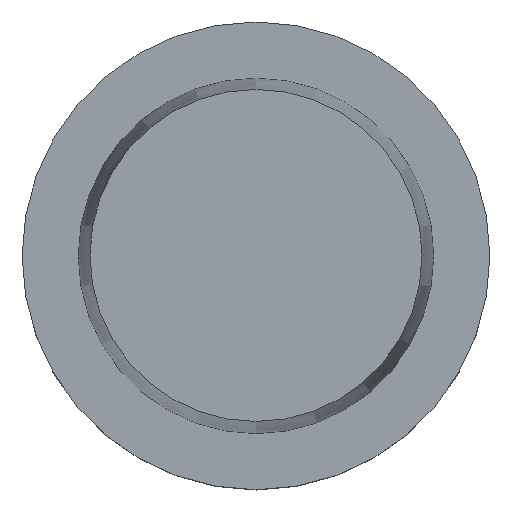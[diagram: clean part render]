
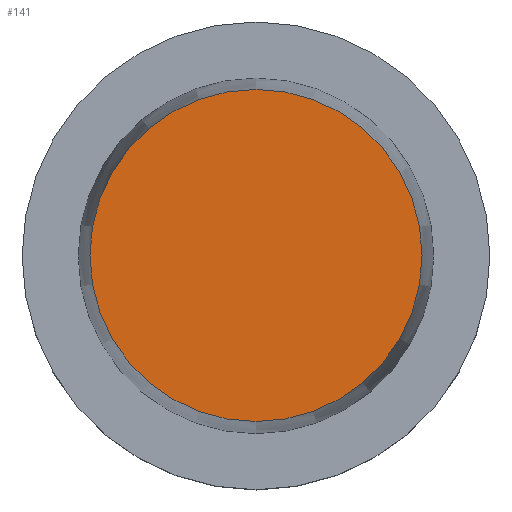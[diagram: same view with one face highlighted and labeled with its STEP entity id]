
A CAD part, top view. The second image highlights one B-rep face of the part: STEP entity #141.
In plain terms, the highlighted planar face has unit normal (0, 0, 1).
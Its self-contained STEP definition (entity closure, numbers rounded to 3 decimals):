
#141=ADVANCED_FACE('Unnamed[1]',(#315),#316,.T.);
#193=EDGE_CURVE('Unnamed[1]',#396,#396,#397,.T.);
#315=FACE_OUTER_BOUND('',#535,.T.);
#316=PLANE('',#536);
#396=VERTEX_POINT('',#638);
#397=CIRCLE('',#639,35.5);
#535=EDGE_LOOP('',(#757));
#536=AXIS2_PLACEMENT_3D('',#758,#759,#760);
#638=CARTESIAN_POINT('',(0.,35.5,50.0));
#639=AXIS2_PLACEMENT_3D('',#847,#848,#849);
#757=ORIENTED_EDGE('',*,*,#193,.F.);
#758=CARTESIAN_POINT('',(0.,17.75,50.0));
#759=DIRECTION('',(0.,0.,1.0));
#760=DIRECTION('',(0.,-1.0,0.));
#847=CARTESIAN_POINT('',(0.,0.,50.0));
#848=DIRECTION('',(0.,0.,-1.0));
#849=DIRECTION('',(0.,1.0,0.));
